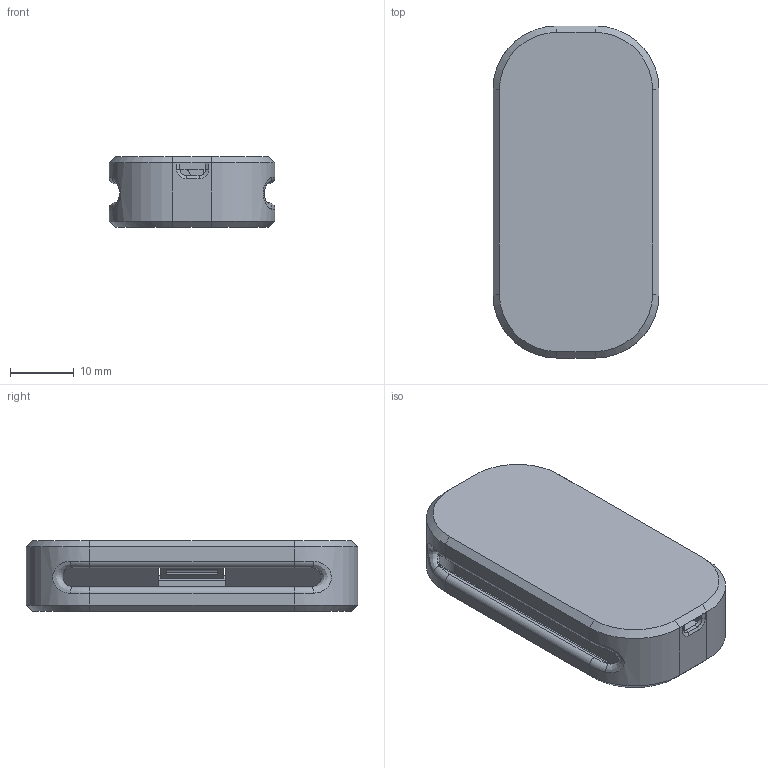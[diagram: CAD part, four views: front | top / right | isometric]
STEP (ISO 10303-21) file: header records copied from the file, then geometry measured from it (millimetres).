
FILE_DESCRIPTION(/* description */ (''),/* implementation_level */ '2;1');
FILE_NAME(/* name */ 'V3.1_SlimeX-FDM_Aux.step',/* time_stamp */ '2023-05-28T19:11:44+02:00',/* author */ (''),/* organization */ (''),/* preprocessor_version */ 'ST-DEVELOPER v19.2',/* originating_system */ 'Autodesk Translation Framework v12.4.0.73',/* authorisation */ '');
FILE_SCHEMA (('AUTOMOTIVE_DESIGN { 1 0 10303 214 3 1 1 }'));
Length unit declared in the file: millimetre
Products named in the file (3): SlimeX-FDM; SlimeX Auxillary Bottom; SlimeX Aux Top
Assembly tree (2 placements, depth 2):
  SlimeX-FDM
    SlimeX Auxillary Bottom
    SlimeX Aux Top
Bounding box: 26 x 52 x 11.1 mm (x, y, z)
Volume: 6825.8 mm3; surface area: 8804 mm2
Topology: 2 solids, 2 shells, 308 faces, 796 edges, 492 vertices
Faces by surface type: plane 155, cylinder 97, torus 26, cone 20, bspline 10
Full cylindrical faces by diameter (mm): 2.48 x2
Entity records: 9950 total; most frequent: CARTESIAN_POINT 2271, DIRECTION 1626, ORIENTED_EDGE 1584, EDGE_CURVE 792, AXIS2_PLACEMENT_3D 571, VERTEX_POINT 492, LINE 484, VECTOR 484
